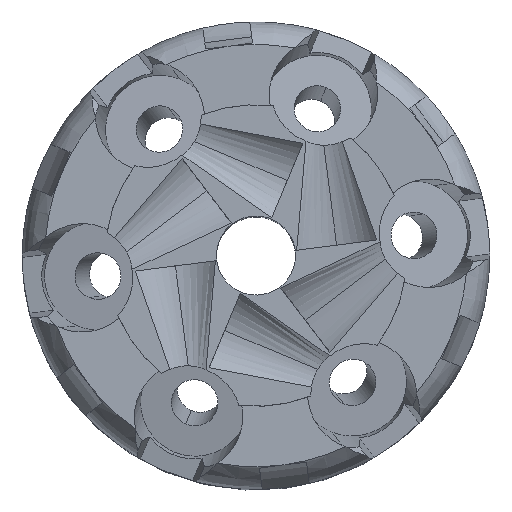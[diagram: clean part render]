
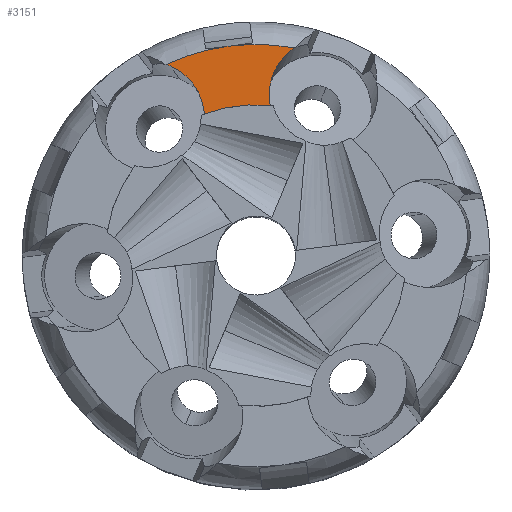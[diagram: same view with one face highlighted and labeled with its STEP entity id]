
A CAD part, top view. The second image highlights one B-rep face of the part: STEP entity #3151.
In plain terms, the highlighted planar face has unit normal (0, 0, 1).
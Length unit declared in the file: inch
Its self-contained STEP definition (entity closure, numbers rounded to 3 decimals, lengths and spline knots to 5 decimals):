
#169 = CARTESIAN_POINT ( 'NONE',  ( 0.13213, 0.34882, 1.26335 ) ) ;
#302 = CARTESIAN_POINT ( 'NONE',  ( 0.12262, 0.13426, 1.26335 ) ) ;
#350 = B_SPLINE_CURVE_WITH_KNOTS ( 'NONE', 3,
 ( #12652, #9075, #7890, #5501, #11452, #4289, #7838, #3104, #1907, #10240, #728, #9052 ),
 .UNSPECIFIED., .F., .F.,
 ( 4, 2, 2, 2, 2, 4 ),
 ( 0., 0.25, 0.5, 0.625, 0.75, 1. ),
 .UNSPECIFIED. ) ;
#639 = B_SPLINE_CURVE_WITH_KNOTS ( 'NONE', 3,
 ( #8451, #9650, #5208, #13573 ),
 .UNSPECIFIED., .F., .F.,
 ( 4, 4 ),
 ( 0., 1. ),
 .UNSPECIFIED. ) ;
#710 = EDGE_CURVE ( 'NONE', #13688, #5224, #350, .T. ) ;
#728 = CARTESIAN_POINT ( 'NONE',  ( 0.17694, 0.31171, 1.26335 ) ) ;
#870 = CARTESIAN_POINT ( 'NONE',  ( -0.15354, 0.21955, 1.26335 ) ) ;
#1101 = EDGE_CURVE ( 'NONE', #6303, #9040, #13745, .T. ) ;
#1494 = CARTESIAN_POINT ( 'NONE',  ( -0.10722, 0.10467, 1.26335 ) ) ;
#1510 = CARTESIAN_POINT ( 'NONE',  ( 0.19071, 0.32291, 1.26335 ) ) ;
#1900 = ORIENTED_EDGE ( 'NONE', *, *, #12646, .T. ) ;
#1907 = CARTESIAN_POINT ( 'NONE',  ( 0.14971, 0.27741, 1.26335 ) ) ;
#2008 = CARTESIAN_POINT ( 'NONE',  ( -0.22618, 0.27223, 1.26335 ) ) ;
#2058 = CARTESIAN_POINT ( 'NONE',  ( -0.12979, 0.18597, 1.26335 ) ) ;
#2154 = EDGE_CURVE ( 'NONE', #12051, #6303, #11132, .T. ) ;
#2510 = CARTESIAN_POINT ( 'NONE',  ( -0.02085, 0.34119, 1.26335 ) ) ;
#2549 = VERTEX_POINT ( 'NONE', #14340 ) ;
#2701 = CARTESIAN_POINT ( 'NONE',  ( 0.20151, 0.33121, 1.26335 ) ) ;
#2746 = DIRECTION ( 'NONE',  ( 0., 0., 1. ) ) ;
#3073 = ORIENTED_EDGE ( 'NONE', *, *, #7026, .F. ) ;
#3104 = CARTESIAN_POINT ( 'NONE',  ( 0.14509, 0.26989, 1.26335 ) ) ;
#3150 = EDGE_CURVE ( 'NONE', #5224, #2549, #5219, .T. ) ;
#3151 = ADVANCED_FACE ( 'NONE', ( #10648 ), #3844, .T. ) ;
#3197 = CARTESIAN_POINT ( 'NONE',  ( -0.21859, 0.26907, 1.26335 ) ) ;
#3250 = CARTESIAN_POINT ( 'NONE',  ( -0.11189, 0.13997, 1.26335 ) ) ;
#3651 = CARTESIAN_POINT ( 'NONE',  ( 0.05488, 0.35094, 1.26335 ) ) ;
#3734 = CARTESIAN_POINT ( 'NONE',  ( -0.10929, 0.12363, 1.26335 ) ) ;
#3824 = CARTESIAN_POINT ( 'NONE',  ( -0.10722, 0.10467, 1.26335 ) ) ;
#3844 = PLANE ( 'NONE',  #4389 ) ;
#4022 = ORIENTED_EDGE ( 'NONE', *, *, #710, .T. ) ;
#4236 = CARTESIAN_POINT ( 'NONE',  ( -0.22618, 0.27223, 1.26335 ) ) ;
#4289 = CARTESIAN_POINT ( 'NONE',  ( 0.13345, 0.24634, 1.26335 ) ) ;
#4347 = ORIENTED_EDGE ( 'NONE', *, *, #11022, .F. ) ;
#4389 = AXIS2_PLACEMENT_3D ( 'NONE', #9891, #2746, #11100 ) ;
#4391 = CARTESIAN_POINT ( 'NONE',  ( -0.20757, 0.26362, 1.26335 ) ) ;
#5014 = CARTESIAN_POINT ( 'NONE',  ( -0.07051, 0.11808, 1.26335 ) ) ;
#5208 = CARTESIAN_POINT ( 'NONE',  ( -0.09658, 0.33144, 1.26335 ) ) ;
#5219 = B_SPLINE_CURVE_WITH_KNOTS ( 'NONE', 3,
 ( #1510, #7428, #2701, #11045 ),
 .UNSPECIFIED., .F., .F.,
 ( 4, 4 ),
 ( 0., 1. ),
 .UNSPECIFIED. ) ;
#5224 = VERTEX_POINT ( 'NONE', #14614 ) ;
#5285 = CARTESIAN_POINT ( 'NONE',  ( -0.22618, 0.27223, 1.26335 ) ) ;
#5390 = CARTESIAN_POINT ( 'NONE',  ( -0.23989, 0.27735, 1.26335 ) ) ;
#5501 = CARTESIAN_POINT ( 'NONE',  ( 0.12077, 0.20426, 1.26335 ) ) ;
#5596 = CARTESIAN_POINT ( 'NONE',  ( -0.19022, 0.25254, 1.26335 ) ) ;
#5875 = CARTESIAN_POINT ( 'NONE',  ( -0.10829, 0.11734, 1.26335 ) ) ;
#6009 = B_SPLINE_CURVE_WITH_KNOTS ( 'NONE', 3,
 ( #5390, #6596, #11396, #4236 ),
 .UNSPECIFIED., .F., .F.,
 ( 4, 4 ),
 ( 0., 1. ),
 .UNSPECIFIED. ) ;
#6230 = CARTESIAN_POINT ( 'NONE',  ( -0.03272, 0.12729, 1.26335 ) ) ;
#6303 = VERTEX_POINT ( 'NONE', #12033 ) ;
#6397 = CARTESIAN_POINT ( 'NONE',  ( -0.10722, 0.10467, 1.26335 ) ) ;
#6525 = VERTEX_POINT ( 'NONE', #14715 ) ;
#6596 = CARTESIAN_POINT ( 'NONE',  ( -0.23523, 0.27581, 1.26335 ) ) ;
#6795 = CARTESIAN_POINT ( 'NONE',  ( -0.17698, 0.24264, 1.26335 ) ) ;
#7026 = EDGE_CURVE ( 'NONE', #12893, #6525, #639, .T. ) ;
#7296 = CARTESIAN_POINT ( 'NONE',  ( 0.12262, 0.13426, 1.26335 ) ) ;
#7412 = CARTESIAN_POINT ( 'NONE',  ( 0.08367, 0.13794, 1.26335 ) ) ;
#7428 = CARTESIAN_POINT ( 'NONE',  ( 0.196, 0.32721, 1.26335 ) ) ;
#7838 = CARTESIAN_POINT ( 'NONE',  ( 0.13698, 0.25437, 1.26335 ) ) ;
#7890 = CARTESIAN_POINT ( 'NONE',  ( 0.11811, 0.1691, 1.26335 ) ) ;
#7983 = CARTESIAN_POINT ( 'NONE',  ( -0.15909, 0.22576, 1.26335 ) ) ;
#8074 = B_SPLINE_CURVE_WITH_KNOTS ( 'NONE', 3,
 ( #2510, #3651, #169, #8500 ),
 .UNSPECIFIED., .F., .F.,
 ( 4, 4 ),
 ( 0., 1. ),
 .UNSPECIFIED. ) ;
#8451 = CARTESIAN_POINT ( 'NONE',  ( -0.23989, 0.27735, 1.26335 ) ) ;
#8500 = CARTESIAN_POINT ( 'NONE',  ( 0.20722, 0.33491, 1.26335 ) ) ;
#8559 = ORIENTED_EDGE ( 'NONE', *, *, #3150, .T. ) ;
#8714 = B_SPLINE_CURVE_WITH_KNOTS ( 'NONE', 3,
 ( #3824, #5014, #6230, #14552, #7412, #302 ),
 .UNSPECIFIED., .F., .F.,
 ( 4, 2, 4 ),
 ( 0., 0.5, 1. ),
 .UNSPECIFIED. ) ;
#8790 = ORIENTED_EDGE ( 'NONE', *, *, #2154, .T. ) ;
#9029 = EDGE_CURVE ( 'NONE', #9040, #13688, #8714, .T. ) ;
#9040 = VERTEX_POINT ( 'NONE', #1494 ) ;
#9052 = CARTESIAN_POINT ( 'NONE',  ( 0.19071, 0.32291, 1.26335 ) ) ;
#9075 = CARTESIAN_POINT ( 'NONE',  ( 0.11918, 0.15171, 1.26335 ) ) ;
#9188 = CARTESIAN_POINT ( 'NONE',  ( -0.13825, 0.20013, 1.26335 ) ) ;
#9650 = CARTESIAN_POINT ( 'NONE',  ( -0.17078, 0.30982, 1.26335 ) ) ;
#9891 = CARTESIAN_POINT ( 'NONE',  ( -0.5122, -0.83552, 1.26335 ) ) ;
#10240 = CARTESIAN_POINT ( 'NONE',  ( 0.16497, 0.29894, 1.26335 ) ) ;
#10382 = CARTESIAN_POINT ( 'NONE',  ( -0.11651, 0.15571, 1.26335 ) ) ;
#10603 = ORIENTED_EDGE ( 'NONE', *, *, #1101, .T. ) ;
#10625 = CARTESIAN_POINT ( 'NONE',  ( -0.23989, 0.27735, 1.26335 ) ) ;
#10648 = FACE_OUTER_BOUND ( 'NONE', #13789, .T. ) ;
#11022 = EDGE_CURVE ( 'NONE', #6525, #2549, #8074, .T. ) ;
#11045 = CARTESIAN_POINT ( 'NONE',  ( 0.20722, 0.33491, 1.26335 ) ) ;
#11100 = DIRECTION ( 'NONE',  ( -0.385, -0.923, 0. ) ) ;
#11132 = B_SPLINE_CURVE_WITH_KNOTS ( 'NONE', 3,
 ( #2008, #3197, #4391, #12750, #5596, #13944, #6795, #15117, #7983, #870, #9188, #2058, #10382, #3250, #11600 ),
 .UNSPECIFIED., .F., .F.,
 ( 4, 1, 2, 2, 2, 2, 2, 4 ),
 ( 0., 0.125, 0.1875, 0.25, 0.375, 0.5, 0.75, 1. ),
 .UNSPECIFIED. ) ;
#11396 = CARTESIAN_POINT ( 'NONE',  ( -0.23066, 0.2741, 1.26335 ) ) ;
#11452 = CARTESIAN_POINT ( 'NONE',  ( 0.12446, 0.22144, 1.26335 ) ) ;
#11600 = CARTESIAN_POINT ( 'NONE',  ( -0.10929, 0.12363, 1.26335 ) ) ;
#12033 = CARTESIAN_POINT ( 'NONE',  ( -0.10929, 0.12363, 1.26335 ) ) ;
#12051 = VERTEX_POINT ( 'NONE', #5285 ) ;
#12082 = CARTESIAN_POINT ( 'NONE',  ( -0.1076, 0.11102, 1.26335 ) ) ;
#12554 = ORIENTED_EDGE ( 'NONE', *, *, #9029, .T. ) ;
#12646 = EDGE_CURVE ( 'NONE', #12893, #12051, #6009, .T. ) ;
#12652 = CARTESIAN_POINT ( 'NONE',  ( 0.12262, 0.13426, 1.26335 ) ) ;
#12750 = CARTESIAN_POINT ( 'NONE',  ( -0.19709, 0.25712, 1.26335 ) ) ;
#12893 = VERTEX_POINT ( 'NONE', #10625 ) ;
#13573 = CARTESIAN_POINT ( 'NONE',  ( -0.02085, 0.34119, 1.26335 ) ) ;
#13688 = VERTEX_POINT ( 'NONE', #7296 ) ;
#13745 = B_SPLINE_CURVE_WITH_KNOTS ( 'NONE', 3,
 ( #3734, #5875, #12082, #6397 ),
 .UNSPECIFIED., .F., .F.,
 ( 4, 4 ),
 ( 0., 1. ),
 .UNSPECIFIED. ) ;
#13789 = EDGE_LOOP ( 'NONE', ( #1900, #8790, #10603, #12554, #4022, #8559, #4347, #3073 ) ) ;
#13944 = CARTESIAN_POINT ( 'NONE',  ( -0.18681, 0.25011, 1.26335 ) ) ;
#14340 = CARTESIAN_POINT ( 'NONE',  ( 0.20722, 0.33491, 1.26335 ) ) ;
#14552 = CARTESIAN_POINT ( 'NONE',  ( 0.04482, 0.13728, 1.26335 ) ) ;
#14614 = CARTESIAN_POINT ( 'NONE',  ( 0.19071, 0.32291, 1.26335 ) ) ;
#14715 = CARTESIAN_POINT ( 'NONE',  ( -0.02085, 0.34119, 1.26335 ) ) ;
#15117 = CARTESIAN_POINT ( 'NONE',  ( -0.17078, 0.23727, 1.26335 ) ) ;
